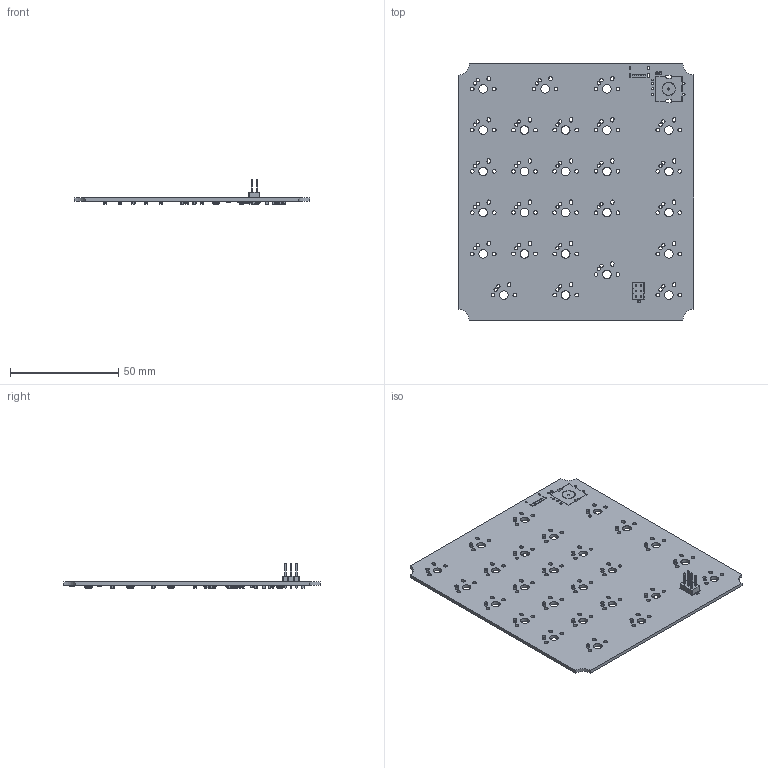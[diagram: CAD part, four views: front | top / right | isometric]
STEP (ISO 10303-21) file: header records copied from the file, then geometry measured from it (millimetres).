
FILE_DESCRIPTION(('KiCad electronic assembly'),'2;1');
FILE_NAME('keypadV2-compact.step','2025-07-25T15:38:50',('Pcbnew'),( 'Kicad'),'Open CASCADE STEP processor 7.8','KiCad to STEP converter' ,'Unknown');
FILE_SCHEMA(('AUTOMOTIVE_DESIGN { 1 0 10303 214 1 1 1 1 }'));
Length unit declared in the file: millimetre
Products named in the file (11): keypadV2-compact 1; PinHeader_2x03_P2.54mm_Vertical; D_SOD-123; R_0805_2012Metric; TQFP-32_7x7mm_P0.8mm; C_0805_2012Metric; Fuse_0805_2012Metric; SOT-23-6; Resonator_SMD_Murata_CSTxExxV-3Pin_3.0x1.1mm; keypadV2-compact_silkscreen; keypadV2-compact_PCB
Assembly tree (44 placements, depth 2):
  keypadV2-compact 1
    PinHeader_2x03_P2.54mm_Vertical
    D_SOD-123  x26
    R_0805_2012Metric  x6
    TQFP-32_7x7mm_P0.8mm
    C_0805_2012Metric  x5
    Fuse_0805_2012Metric
    SOT-23-6
    Resonator_SMD_Murata_CSTxExxV-3Pin_3.0x1.1mm
    keypadV2-compact_silkscreen
    keypadV2-compact_PCB
Bounding box: 108.78 x 118.3 x 11.79 mm (x, y, z)
Volume: 18928.5 mm3; surface area: 27895 mm2
Topology: 43 solids, 226 shells, 3380 faces, 10682 edges, 7620 vertices
Faces by surface type: plane 1878, bspline 770, cylinder 732
Full cylindrical faces by diameter (mm): 0.4 x16, 0.5 x1, 1 x11, 1.524 x52, 1.702 x52, 3.988 x26
Entity records: 76971 total; most frequent: CARTESIAN_POINT 16162, DIRECTION 10460, ORIENTED_EDGE 9556, EDGE_CURVE 6154, VERTEX_POINT 4908, LINE 4384, VECTOR 4384, AXIS2_PLACEMENT_3D 3038
